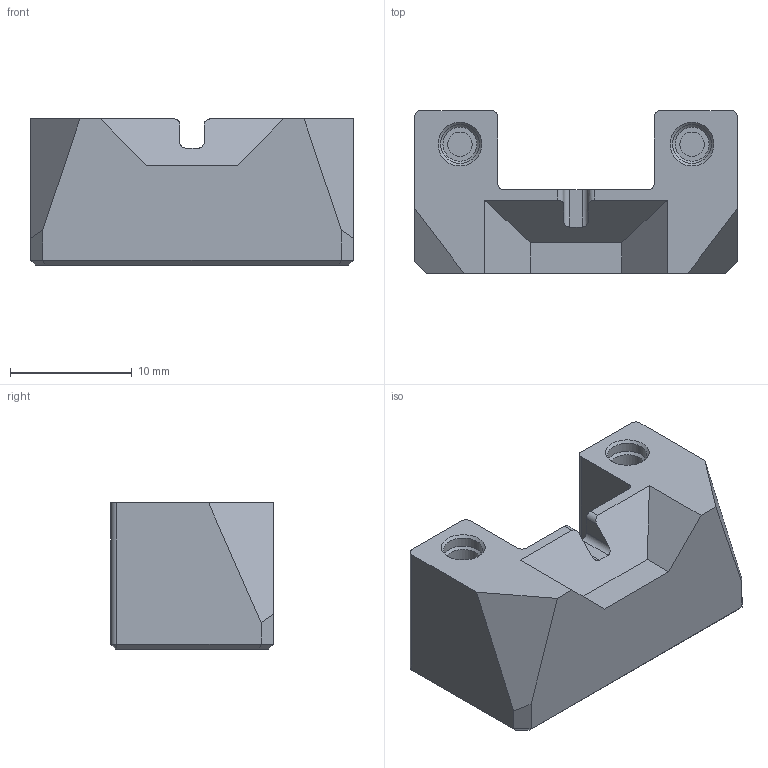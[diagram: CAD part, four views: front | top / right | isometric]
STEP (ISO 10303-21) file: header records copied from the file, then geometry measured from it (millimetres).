
FILE_DESCRIPTION(/* description */ (''),/* implementation_level */ '2;1');
FILE_NAME(/* name */ 'OptoTap PCB Mount.step',/* time_stamp */ '2024-02-24T10:38:55+01:00',/* author */ (''),/* organization */ (''),/* preprocessor_version */ 'ST-DEVELOPER v20',/* originating_system */ 'Autodesk Translation Framework v12.20.1.177',/* authorisation */ '');
FILE_SCHEMA (('AUTOMOTIVE_DESIGN { 1 0 10303 214 3 1 1 }'));
Length unit declared in the file: millimetre
Products named in the file (1): OptoTap PCB Mount
Bounding box: 26.5 x 13.35 x 12 mm (x, y, z)
Volume: 2693.8 mm3; surface area: 1792.9 mm2
Topology: 1 solids, 1 shells, 66 faces, 154 edges, 94 vertices
Faces by surface type: plane 36, cylinder 16, cone 14
Full cylindrical faces by diameter (mm): 2.8 x2, 3.2 x2, 4.7 x2
Entity records: 1894 total; most frequent: DIRECTION 332, CARTESIAN_POINT 315, ORIENTED_EDGE 308, EDGE_CURVE 154, AXIS2_PLACEMENT_3D 111, LINE 110, VECTOR 110, VERTEX_POINT 94
